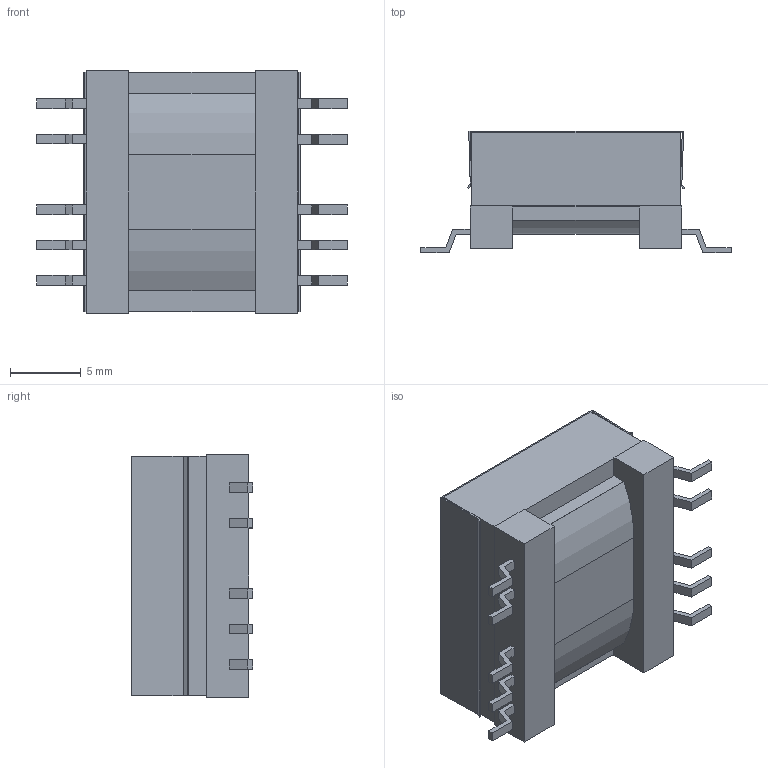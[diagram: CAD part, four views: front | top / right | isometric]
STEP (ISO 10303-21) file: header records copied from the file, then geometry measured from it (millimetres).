
FILE_DESCRIPTION (( 'STEP AP214' ), '1' );
FILE_NAME ('Coilcraft-POE60F-XXL.STEP', '2017-02-12T15:18:41', ( 'Windows User' ), ( '' ), 'SwSTEP 2.0', 'SolidWorks 2017', '' );
FILE_SCHEMA (( 'AUTOMOTIVE_DESIGN' ));
Length unit declared in the file: millimetre
Products named in the file (1): Coilcraft-POE60F-XXL
Bounding box: 22 x 8.61 x 17.2 mm (x, y, z)
Volume: 1897.3 mm3; surface area: 1443.2 mm2
Topology: 1 solids, 1 shells, 170 faces, 734 edges, 599 vertices
Faces by surface type: plane 168, cylinder 2
Entity records: 11276 total; most frequent: CARTESIAN_POINT 4478, ORIENTED_EDGE 1468, EDGE_CURVE 734, DIRECTION 683, VERTEX_POINT 599, B_SPLINE_CURVE_WITH_KNOTS 393, LINE 341, VECTOR 341
